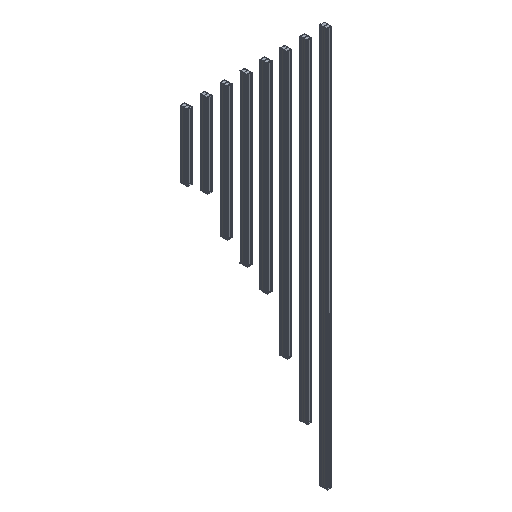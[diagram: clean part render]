
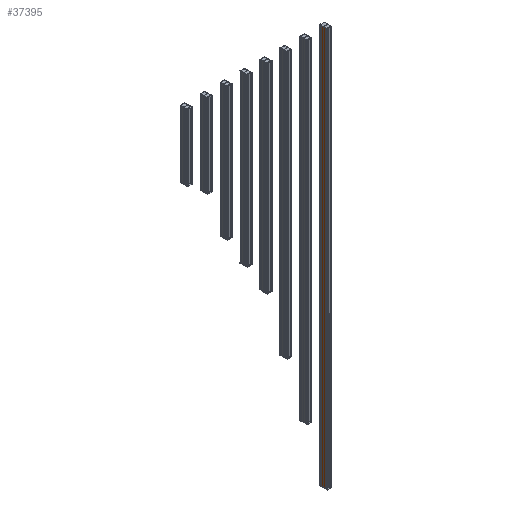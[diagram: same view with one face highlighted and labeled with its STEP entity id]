
A CAD part, isometric view. The second image highlights one B-rep face of the part: STEP entity #37395.
In plain terms, the highlighted planar face has unit normal (-1, 0, 0).
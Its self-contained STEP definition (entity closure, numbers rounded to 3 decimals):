
#1348 = CARTESIAN_POINT ( 'NONE',  ( 31.985, -121.648, 0. ) ) ;
#2530 = VECTOR ( 'NONE', #35619, 1000. ) ;
#3198 = VECTOR ( 'NONE', #23155, 1000. ) ;
#7302 = ORIENTED_EDGE ( 'NONE', *, *, #10129, .T. ) ;
#7629 = VERTEX_POINT ( 'NONE', #1348 ) ;
#8262 = VERTEX_POINT ( 'NONE', #20369 ) ;
#8293 = CARTESIAN_POINT ( 'NONE',  ( 31.985, -177.248, 0. ) ) ;
#9926 = EDGE_LOOP ( 'NONE', ( #35426, #33073, #7302, #11067 ) ) ;
#10129 = EDGE_CURVE ( 'NONE', #8262, #36004, #35905, .T. ) ;
#10431 = CARTESIAN_POINT ( 'NONE',  ( 31.985, 0., -3000. ) ) ;
#11067 = ORIENTED_EDGE ( 'NONE', *, *, #44186, .T. ) ;
#11098 = DIRECTION ( 'NONE',  ( 0., -1., 0. ) ) ;
#11525 = VECTOR ( 'NONE', #47619, 1000. ) ;
#13606 = CARTESIAN_POINT ( 'NONE',  ( 31.985, -121.648, -3000. ) ) ;
#13910 = LINE ( 'NONE', #16023, #3198 ) ;
#14513 = EDGE_CURVE ( 'NONE', #8262, #7629, #34250, .T. ) ;
#15981 = FACE_OUTER_BOUND ( 'NONE', #9926, .T. ) ;
#16023 = CARTESIAN_POINT ( 'NONE',  ( 31.985, -177.248, -3000. ) ) ;
#20369 = CARTESIAN_POINT ( 'NONE',  ( 31.985, -121.648, -3000. ) ) ;
#20903 = CARTESIAN_POINT ( 'NONE',  ( 31.985, 0., 0. ) ) ;
#23155 = DIRECTION ( 'NONE',  ( 0., 0., 1. ) ) ;
#24064 = DIRECTION ( 'NONE',  ( 0., -1., 0. ) ) ;
#25575 = EDGE_CURVE ( 'NONE', #7629, #43270, #35010, .T. ) ;
#27557 = CARTESIAN_POINT ( 'NONE',  ( 31.985, 0., -3000. ) ) ;
#33073 = ORIENTED_EDGE ( 'NONE', *, *, #14513, .F. ) ;
#34250 = LINE ( 'NONE', #13606, #11525 ) ;
#35010 = LINE ( 'NONE', #20903, #36777 ) ;
#35426 = ORIENTED_EDGE ( 'NONE', *, *, #25575, .F. ) ;
#35619 = DIRECTION ( 'NONE',  ( 0., -1., 0. ) ) ;
#35905 = LINE ( 'NONE', #27557, #2530 ) ;
#36004 = VERTEX_POINT ( 'NONE', #36336 ) ;
#36336 = CARTESIAN_POINT ( 'NONE',  ( 31.985, -177.248, -3000. ) ) ;
#36777 = VECTOR ( 'NONE', #24064, 1000. ) ;
#37324 = PLANE ( 'NONE',  #48429 ) ;
#37395 = ADVANCED_FACE ( 'NONE', ( #15981 ), #37324, .T. ) ;
#43270 = VERTEX_POINT ( 'NONE', #8293 ) ;
#44186 = EDGE_CURVE ( 'NONE', #36004, #43270, #13910, .T. ) ;
#47619 = DIRECTION ( 'NONE',  ( 0., 0., 1. ) ) ;
#48429 = AXIS2_PLACEMENT_3D ( 'NONE', #10431, #48799, #11098 ) ;
#48799 = DIRECTION ( 'NONE',  ( -1., 0., 0. ) ) ;
